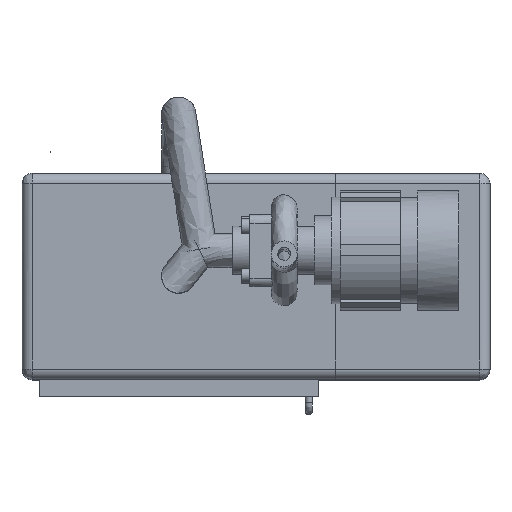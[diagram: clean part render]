
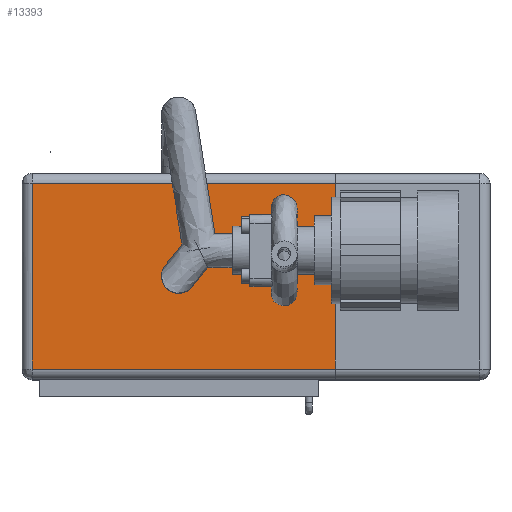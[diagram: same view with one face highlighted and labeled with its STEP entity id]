
A CAD part, top view. The second image highlights one B-rep face of the part: STEP entity #13393.
In plain terms, the highlighted free-form (B-spline) face has degree [1, 1] with [2, 2] control points.
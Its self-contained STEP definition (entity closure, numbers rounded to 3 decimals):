
#11996 = VERTEX_POINT('',#11997);
#11997 = CARTESIAN_POINT('',(7.734,146.954,
    87.771));
#12194 = EDGE_CURVE('',#11996,#12195,#12197,.T.);
#12195 = VERTEX_POINT('',#12196);
#12196 = CARTESIAN_POINT('',(235.254,146.954,
    87.771));
#12197 = B_SPLINE_CURVE_WITH_KNOTS('',1,(#12198,#12199),.UNSPECIFIED.,
  .F.,.F.,(2,2),(-39.625,136.874),
  .PIECEWISE_BEZIER_KNOTS.);
#12198 = CARTESIAN_POINT('',(7.734,146.954,
    87.771));
#12199 = CARTESIAN_POINT('',(235.254,146.954,
    87.771));
#13027 = VERTEX_POINT('',#13028);
#13028 = CARTESIAN_POINT('',(130.518,77.344,
    87.771));
#13046 = EDGE_CURVE('',#13027,#13027,#13047,.T.);
#13047 = ( BOUNDED_CURVE() B_SPLINE_CURVE(2,(#13048,#13049,#13050,#13051
    ,#13052,#13053,#13054),.UNSPECIFIED.,.T.,.F.) 
B_SPLINE_CURVE_WITH_KNOTS((3,2,2,3),(3.142,5.236,
7.33,9.425),.PIECEWISE_BEZIER_KNOTS.) CURVE() 
GEOMETRIC_REPRESENTATION_ITEM() RATIONAL_B_SPLINE_CURVE((1.,0.5,1.,0.5,
1.,0.5,1.)) REPRESENTATION_ITEM('') );
#13048 = CARTESIAN_POINT('',(130.518,77.344,
    87.771));
#13049 = CARTESIAN_POINT('',(130.518,55.017,
    87.771));
#13050 = CARTESIAN_POINT('',(111.182,66.181,
    87.771));
#13051 = CARTESIAN_POINT('',(91.845,77.344,
    87.771));
#13052 = CARTESIAN_POINT('',(111.182,88.508,
    87.771));
#13053 = CARTESIAN_POINT('',(130.518,99.672,
    87.771));
#13054 = CARTESIAN_POINT('',(130.518,77.344,
    87.771));
#13393 = ADVANCED_FACE('',(#13394,#13416),#13419,.T.);
#13394 = FACE_BOUND('',#13395,.T.);
#13395 = EDGE_LOOP('',(#13396,#13403,#13410,#13415));
#13396 = ORIENTED_EDGE('',*,*,#13397,.F.);
#13397 = EDGE_CURVE('',#13398,#11996,#13400,.T.);
#13398 = VERTEX_POINT('',#13399);
#13399 = CARTESIAN_POINT('',(7.734,7.734,
    87.771));
#13400 = B_SPLINE_CURVE_WITH_KNOTS('',1,(#13401,#13402),.UNSPECIFIED.,
  .F.,.F.,(2,2),(6.,114.),.PIECEWISE_BEZIER_KNOTS.);
#13401 = CARTESIAN_POINT('',(7.734,7.734,
    87.771));
#13402 = CARTESIAN_POINT('',(7.734,146.954,
    87.771));
#13403 = ORIENTED_EDGE('',*,*,#13404,.F.);
#13404 = EDGE_CURVE('',#13405,#13398,#13407,.T.);
#13405 = VERTEX_POINT('',#13406);
#13406 = CARTESIAN_POINT('',(235.254,7.734,
    87.771));
#13407 = B_SPLINE_CURVE_WITH_KNOTS('',1,(#13408,#13409),.UNSPECIFIED.,
  .F.,.F.,(2,2),(-136.874,39.625),
  .PIECEWISE_BEZIER_KNOTS.);
#13408 = CARTESIAN_POINT('',(235.254,7.734,
    87.771));
#13409 = CARTESIAN_POINT('',(7.734,7.734,
    87.771));
#13410 = ORIENTED_EDGE('',*,*,#13411,.T.);
#13411 = EDGE_CURVE('',#13405,#12195,#13412,.T.);
#13412 = B_SPLINE_CURVE_WITH_KNOTS('',1,(#13413,#13414),.UNSPECIFIED.,
  .F.,.F.,(2,2),(6.,114.),.PIECEWISE_BEZIER_KNOTS.);
#13413 = CARTESIAN_POINT('',(235.254,7.734,
    87.771));
#13414 = CARTESIAN_POINT('',(235.254,146.954,
    87.771));
#13415 = ORIENTED_EDGE('',*,*,#12194,.F.);
#13416 = FACE_BOUND('',#13417,.T.);
#13417 = EDGE_LOOP('',(#13418));
#13418 = ORIENTED_EDGE('',*,*,#13046,.T.);
#13419 = B_SPLINE_SURFACE_WITH_KNOTS('',1,1,(
    (#13420,#13421)
    ,(#13422,#13423
    )),.UNSPECIFIED.,.F.,.F.,.F.,(2,2),(2,2),(6.,182.498),(6.,
    114.),.PIECEWISE_BEZIER_KNOTS.);
#13420 = CARTESIAN_POINT('',(7.734,7.734,
    87.771));
#13421 = CARTESIAN_POINT('',(7.734,146.954,
    87.771));
#13422 = CARTESIAN_POINT('',(235.254,7.734,
    87.771));
#13423 = CARTESIAN_POINT('',(235.254,146.954,
    87.771));
